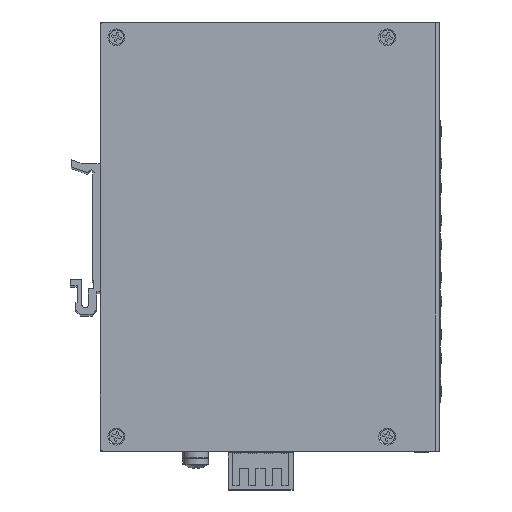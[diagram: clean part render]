
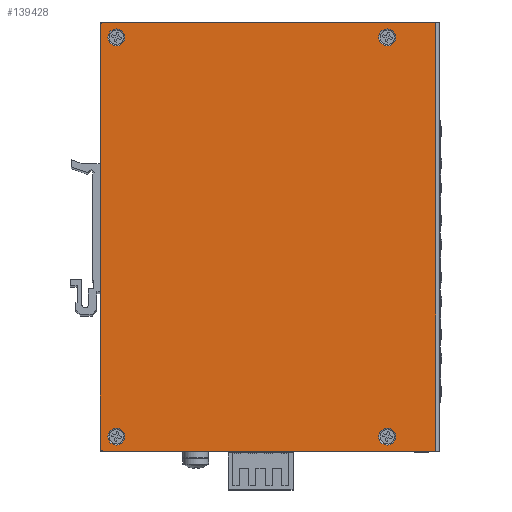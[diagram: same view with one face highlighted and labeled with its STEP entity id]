
A CAD part, top view. The second image highlights one B-rep face of the part: STEP entity #139428.
In plain terms, the highlighted planar face has unit normal (0, 0, 1).
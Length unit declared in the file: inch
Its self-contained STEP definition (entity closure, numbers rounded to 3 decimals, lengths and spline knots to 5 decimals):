
#3037 = EDGE_LOOP ( 'NONE', ( #135903, #41221, #91664, #8402, #73582, #33163 ) ) ;
#3356 = PLANE ( 'NONE',  #125746 ) ;
#3737 = VECTOR ( 'NONE', #72355, 39.37008 ) ;
#4358 = FACE_OUTER_BOUND ( 'NONE', #3037, .T. ) ;
#7223 = EDGE_CURVE ( 'NONE', #104778, #104778, #106648, .T. ) ;
#8402 = ORIENTED_EDGE ( 'NONE', *, *, #50091, .T. ) ;
#10095 = CARTESIAN_POINT ( 'NONE',  ( 2.5887, 2.45669, -5.6516 ) ) ;
#11624 = AXIS2_PLACEMENT_3D ( 'NONE', #135362, #47072, #57109 ) ;
#12145 = VERTEX_POINT ( 'NONE', #58764 ) ;
#14055 = CARTESIAN_POINT ( 'NONE',  ( 5.81835, -2.45669, -5.6516 ) ) ;
#14483 = DIRECTION ( 'NONE',  ( -1., 0., 0. ) ) ;
#15312 = DIRECTION ( 'NONE',  ( 0., 0., -1. ) ) ;
#22023 = DIRECTION ( 'NONE',  ( -1., 0., 0. ) ) ;
#22938 = VERTEX_POINT ( 'NONE', #93106 ) ;
#24041 = EDGE_LOOP ( 'NONE', ( #65259 ) ) ;
#25175 = CIRCLE ( 'NONE', #129761, 0.04 ) ;
#25413 = DIRECTION ( 'NONE',  ( -1., 0., 0. ) ) ;
#26287 = CARTESIAN_POINT ( 'NONE',  ( 2.5887, -2.45669, -5.6516 ) ) ;
#27614 = EDGE_CURVE ( 'NONE', #66395, #22938, #113951, .T. ) ;
#27888 = VECTOR ( 'NONE', #75277, 39.37008 ) ;
#32433 = VERTEX_POINT ( 'NONE', #129883 ) ;
#33163 = ORIENTED_EDGE ( 'NONE', *, *, #27614, .F. ) ;
#36798 = DIRECTION ( 'NONE',  ( 0., 0., -1. ) ) ;
#38113 = DIRECTION ( 'NONE',  ( 0., 0., -1. ) ) ;
#39040 = LINE ( 'NONE', #121956, #122374 ) ;
#39115 = DIRECTION ( 'NONE',  ( -1., 0., 0. ) ) ;
#40460 = VERTEX_POINT ( 'NONE', #14055 ) ;
#41147 = CARTESIAN_POINT ( 'NONE',  ( 2.39114, 2.6422, -5.6516 ) ) ;
#41221 = ORIENTED_EDGE ( 'NONE', *, *, #104074, .T. ) ;
#43138 = CARTESIAN_POINT ( 'NONE',  ( 2.39114, 2.6022, -5.6516 ) ) ;
#43382 = FACE_BOUND ( 'NONE', #123399, .T. ) ;
#43472 = DIRECTION ( 'NONE',  ( 0., -1., 0. ) ) ;
#44897 = DIRECTION ( 'NONE',  ( 0., 0., 1. ) ) ;
#46544 = AXIS2_PLACEMENT_3D ( 'NONE', #10095, #54305, #22023 ) ;
#47072 = DIRECTION ( 'NONE',  ( 0., 0., -1. ) ) ;
#49142 = CARTESIAN_POINT ( 'NONE',  ( 2.39114, 2.6422, -5.6516 ) ) ;
#50091 = EDGE_CURVE ( 'NONE', #32433, #57156, #25175, .T. ) ;
#54020 = EDGE_CURVE ( 'NONE', #80167, #32433, #77432, .T. ) ;
#54305 = DIRECTION ( 'NONE',  ( 0., 0., -1. ) ) ;
#57109 = DIRECTION ( 'NONE',  ( -1., 0., 0. ) ) ;
#57156 = VERTEX_POINT ( 'NONE', #135282 ) ;
#58764 = CARTESIAN_POINT ( 'NONE',  ( 2.4837, 2.45669, -5.6516 ) ) ;
#59248 = CIRCLE ( 'NONE', #11624, 0.105 ) ;
#60044 = EDGE_CURVE ( 'NONE', #57156, #22938, #39040, .T. ) ;
#61215 = FACE_BOUND ( 'NONE', #24041, .T. ) ;
#65259 = ORIENTED_EDGE ( 'NONE', *, *, #108451, .T. ) ;
#65731 = CARTESIAN_POINT ( 'NONE',  ( 5.81835, 2.45669, -5.6516 ) ) ;
#66395 = VERTEX_POINT ( 'NONE', #118473 ) ;
#67080 = CIRCLE ( 'NONE', #46544, 0.105 ) ;
#68019 = EDGE_CURVE ( 'NONE', #77804, #77804, #138500, .T. ) ;
#71426 = DIRECTION ( 'NONE',  ( 0., 0., 1. ) ) ;
#71755 = CARTESIAN_POINT ( 'NONE',  ( 2.39114, 2.6422, -5.6516 ) ) ;
#72355 = DIRECTION ( 'NONE',  ( 1., 0., 0. ) ) ;
#73582 = ORIENTED_EDGE ( 'NONE', *, *, #60044, .T. ) ;
#75134 = ORIENTED_EDGE ( 'NONE', *, *, #129315, .T. ) ;
#75277 = DIRECTION ( 'NONE',  ( 0., -1., 0. ) ) ;
#75862 = DIRECTION ( 'NONE',  ( 1., 0., 0. ) ) ;
#76153 = EDGE_LOOP ( 'NONE', ( #75134 ) ) ;
#77432 = LINE ( 'NONE', #41147, #27888 ) ;
#77804 = VERTEX_POINT ( 'NONE', #65731 ) ;
#80167 = VERTEX_POINT ( 'NONE', #43138 ) ;
#80647 = VERTEX_POINT ( 'NONE', #119359 ) ;
#82349 = CARTESIAN_POINT ( 'NONE',  ( 5.92335, 2.45669, -5.6516 ) ) ;
#83787 = VECTOR ( 'NONE', #43472, 39.37008 ) ;
#91664 = ORIENTED_EDGE ( 'NONE', *, *, #54020, .T. ) ;
#93106 = CARTESIAN_POINT ( 'NONE',  ( 6.51914, -2.6378, -5.6516 ) ) ;
#96648 = AXIS2_PLACEMENT_3D ( 'NONE', #82349, #36798, #25413 ) ;
#101438 = CIRCLE ( 'NONE', #111508, 0.04 ) ;
#104074 = EDGE_CURVE ( 'NONE', #80647, #80167, #101438, .T. ) ;
#104778 = VERTEX_POINT ( 'NONE', #129717 ) ;
#106648 = CIRCLE ( 'NONE', #111282, 0.105 ) ;
#108451 = EDGE_CURVE ( 'NONE', #12145, #12145, #67080, .T. ) ;
#108996 = FACE_BOUND ( 'NONE', #76153, .T. ) ;
#109352 = ORIENTED_EDGE ( 'NONE', *, *, #68019, .T. ) ;
#110572 = EDGE_CURVE ( 'NONE', #80647, #66395, #111995, .T. ) ;
#110881 = CARTESIAN_POINT ( 'NONE',  ( 6.51914, 2.6422, -5.6516 ) ) ;
#111102 = EDGE_LOOP ( 'NONE', ( #112446 ) ) ;
#111282 = AXIS2_PLACEMENT_3D ( 'NONE', #26287, #38113, #39115 ) ;
#111508 = AXIS2_PLACEMENT_3D ( 'NONE', #138381, #71426, #14483 ) ;
#111802 = DIRECTION ( 'NONE',  ( -1., 0., 0. ) ) ;
#111995 = LINE ( 'NONE', #49142, #3737 ) ;
#112446 = ORIENTED_EDGE ( 'NONE', *, *, #7223, .T. ) ;
#113951 = LINE ( 'NONE', #110881, #83787 ) ;
#118473 = CARTESIAN_POINT ( 'NONE',  ( 6.51914, 2.6422, -5.6516 ) ) ;
#119359 = CARTESIAN_POINT ( 'NONE',  ( 2.43114, 2.6422, -5.6516 ) ) ;
#119570 = FACE_BOUND ( 'NONE', #111102, .T. ) ;
#121956 = CARTESIAN_POINT ( 'NONE',  ( 2.39114, -2.6378, -5.6516 ) ) ;
#122374 = VECTOR ( 'NONE', #75862, 39.37008 ) ;
#123399 = EDGE_LOOP ( 'NONE', ( #109352 ) ) ;
#125746 = AXIS2_PLACEMENT_3D ( 'NONE', #71755, #15312, #140670 ) ;
#129315 = EDGE_CURVE ( 'NONE', #40460, #40460, #59248, .T. ) ;
#129717 = CARTESIAN_POINT ( 'NONE',  ( 2.4837, -2.45669, -5.6516 ) ) ;
#129761 = AXIS2_PLACEMENT_3D ( 'NONE', #145987, #44897, #111802 ) ;
#129883 = CARTESIAN_POINT ( 'NONE',  ( 2.39114, -2.5978, -5.6516 ) ) ;
#135282 = CARTESIAN_POINT ( 'NONE',  ( 2.43114, -2.6378, -5.6516 ) ) ;
#135362 = CARTESIAN_POINT ( 'NONE',  ( 5.92335, -2.45669, -5.6516 ) ) ;
#135903 = ORIENTED_EDGE ( 'NONE', *, *, #110572, .F. ) ;
#138381 = CARTESIAN_POINT ( 'NONE',  ( 2.43114, 2.6022, -5.6516 ) ) ;
#138500 = CIRCLE ( 'NONE', #96648, 0.105 ) ;
#139428 = ADVANCED_FACE ( 'NONE', ( #108996, #119570, #61215, #43382, #4358 ), #3356, .F. ) ;
#140670 = DIRECTION ( 'NONE',  ( -1., 0., 0. ) ) ;
#145987 = CARTESIAN_POINT ( 'NONE',  ( 2.43114, -2.5978, -5.6516 ) ) ;
